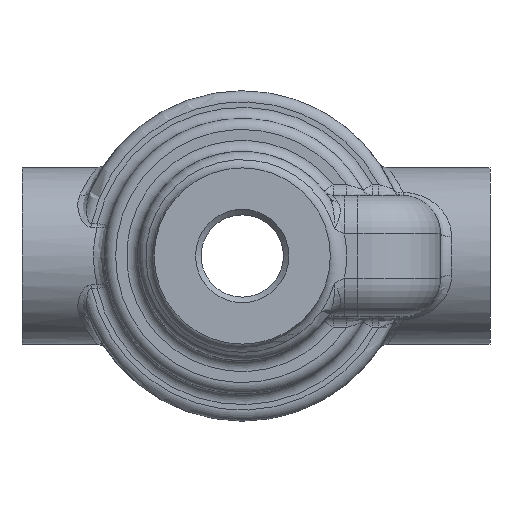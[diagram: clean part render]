
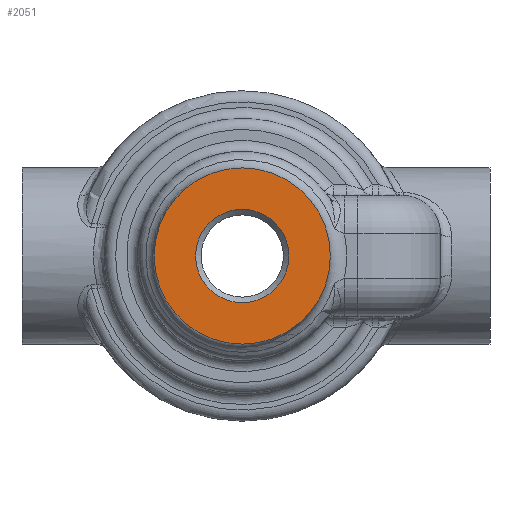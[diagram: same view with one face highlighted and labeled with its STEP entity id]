
A CAD part, front view. The second image highlights one B-rep face of the part: STEP entity #2051.
In plain terms, the highlighted planar face has unit normal (0, -1, 0).
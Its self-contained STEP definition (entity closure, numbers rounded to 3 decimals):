
#71=FACE_BOUND('',#270,.T.);
#93=PLANE('',#2237);
#130=FACE_OUTER_BOUND('',#269,.T.);
#269=EDGE_LOOP('',(#1421));
#270=EDGE_LOOP('',(#1422));
#606=CIRCLE('',#2232,8.475);
#610=CIRCLE('',#2238,16.);
#856=VERTEX_POINT('',#3375);
#860=VERTEX_POINT('',#3387);
#1062=EDGE_CURVE('',#856,#856,#606,.T.);
#1068=EDGE_CURVE('',#860,#860,#610,.T.);
#1421=ORIENTED_EDGE('',*,*,#1068,.F.);
#1422=ORIENTED_EDGE('',*,*,#1062,.F.);
#2051=ADVANCED_FACE('',(#130,#71),#93,.T.);
#2232=AXIS2_PLACEMENT_3D('',#3376,#2587,#2588);
#2237=AXIS2_PLACEMENT_3D('',#3386,#2599,#2600);
#2238=AXIS2_PLACEMENT_3D('',#3388,#2601,#2602);
#2587=DIRECTION('center_axis',(0.,-1.,0.));
#2588=DIRECTION('ref_axis',(1.,0.,0.));
#2599=DIRECTION('center_axis',(0.,-1.,0.));
#2600=DIRECTION('ref_axis',(0.,0.,-1.));
#2601=DIRECTION('center_axis',(0.,1.,0.));
#2602=DIRECTION('ref_axis',(1.,0.,0.));
#3375=CARTESIAN_POINT('',(-8.475,0.,0.));
#3376=CARTESIAN_POINT('Origin',(0.,0.,0.));
#3386=CARTESIAN_POINT('Origin',(-16.,0.,0.));
#3387=CARTESIAN_POINT('',(0.,0.,-16.));
#3388=CARTESIAN_POINT('Origin',(0.,0.,0.));
